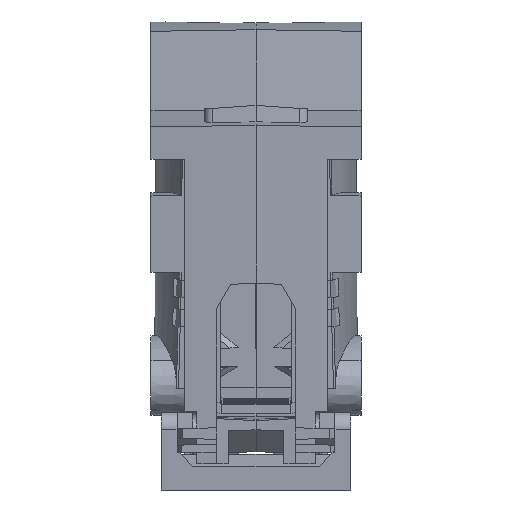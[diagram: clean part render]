
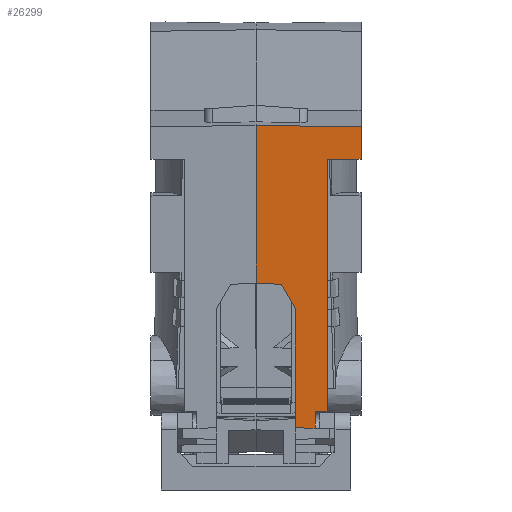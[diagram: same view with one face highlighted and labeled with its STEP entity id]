
A CAD part, front view. The second image highlights one B-rep face of the part: STEP entity #26299.
In plain terms, the highlighted face is planar.
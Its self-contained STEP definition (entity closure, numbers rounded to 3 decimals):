
#14882=DIRECTION('',(-0.087,-0.996,0.));
#14883=VECTOR('',#14882,20.046);
#14884=CARTESIAN_POINT('',(34.,41.472,0.));
#14885=LINE('',#14884,#14883);
#15544=DIRECTION('',(0.022,0.051,0.998));
#15545=VECTOR('',#15544,3.219);
#15546=CARTESIAN_POINT('',(32.182,21.339,
-3.214));
#15547=LINE('',#15546,#15545);
#15548=DIRECTION('',(0.016,-0.019,1.));
#15549=VECTOR('',#15548,4.301);
#15550=CARTESIAN_POINT('',(33.391,37.17,-13.3));
#15551=LINE('',#15550,#15549);
#15552=DIRECTION('',(0.016,-0.017,1.));
#15553=VECTOR('',#15552,1.5);
#15554=CARTESIAN_POINT('',(30.678,5.3,-9.));
#15555=LINE('',#15554,#15553);
#15556=DIRECTION('',(0.019,0.017,1.));
#15557=VECTOR('',#15556,2.501);
#15558=CARTESIAN_POINT('',(30.514,3.126,-7.5));
#15559=LINE('',#15558,#15557);
#15560=DIRECTION('',(0.087,0.996,0.));
#15561=VECTOR('',#15560,1.172);
#15562=CARTESIAN_POINT('',(30.561,3.17,-5.));
#15563=LINE('',#15562,#15561);
#15568=DIRECTION('',(-0.087,-0.996,
0.));
#15569=VECTOR('',#15568,13.976);
#15570=CARTESIAN_POINT('',(31.882,18.26,
-5.));
#15571=LINE('',#15570,#15569);
#15630=DIRECTION('',(-0.084,-0.862,-0.5));
#15631=VECTOR('',#15630,3.572);
#15632=CARTESIAN_POINT('',(32.182,21.339,
-3.214));
#15633=LINE('',#15632,#15631);
#17789=DIRECTION('',(0.087,0.996,0.));
#17790=VECTOR('',#17789,31.911);
#17791=CARTESIAN_POINT('',(30.678,5.3,-9.));
#17792=LINE('',#17791,#17790);
#18225=DIRECTION('',(0.087,0.996,0.));
#18226=VECTOR('',#18225,4.126);
#18227=CARTESIAN_POINT('',(33.391,37.17,-13.3));
#18228=LINE('',#18227,#18226);
#18697=DIRECTION('',(0.019,0.014,1.));
#18698=VECTOR('',#18697,13.304);
#18699=CARTESIAN_POINT('',(33.75,41.281,-13.3));
#18700=LINE('',#18699,#18698);
#20755=DIRECTION('',(0.087,0.996,0.));
#20756=VECTOR('',#20755,2.156);
#20757=CARTESIAN_POINT('',(30.514,3.126,-7.5));
#20758=LINE('',#20757,#20756);
#22796=CARTESIAN_POINT('',(34.,41.472,0.));
#22797=VERTEX_POINT('',#22796);
#22798=CARTESIAN_POINT('',(32.253,21.502,
0.));
#22799=VERTEX_POINT('',#22798);
#23004=CARTESIAN_POINT('',(30.678,5.3,-9.));
#23005=VERTEX_POINT('',#23004);
#23006=CARTESIAN_POINT('',(33.459,37.089,-9.));
#23007=VERTEX_POINT('',#23006);
#23186=CARTESIAN_POINT('',(33.391,37.17,-13.3));
#23187=VERTEX_POINT('',#23186);
#23197=CARTESIAN_POINT('',(31.882,18.26,
-5.));
#23198=CARTESIAN_POINT('',(30.664,4.337,-5.));
#23199=VERTEX_POINT('',#23197);
#23200=VERTEX_POINT('',#23198);
#23201=CARTESIAN_POINT('',(32.182,21.339,
-3.214));
#23202=VERTEX_POINT('',#23201);
#23203=CARTESIAN_POINT('',(33.75,41.281,-13.3));
#23204=VERTEX_POINT('',#23203);
#23205=CARTESIAN_POINT('',(30.702,5.274,-7.5));
#23206=VERTEX_POINT('',#23205);
#23207=CARTESIAN_POINT('',(30.514,3.126,-7.5));
#23208=VERTEX_POINT('',#23207);
#23209=CARTESIAN_POINT('',(30.561,3.17,-5.));
#23210=VERTEX_POINT('',#23209);
#26271=CARTESIAN_POINT('',(30.145,-2.595,0.));
#26272=DIRECTION('',(0.996,-0.087,-0.017));
#26273=DIRECTION('',(0.087,0.996,0.));
#26274=AXIS2_PLACEMENT_3D('',#26271,#26272,#26273);
#26275=PLANE('',#26274);
#26277=ORIENTED_EDGE('',*,*,#26276,.F.);
#26279=ORIENTED_EDGE('',*,*,#26278,.F.);
#26281=ORIENTED_EDGE('',*,*,#26280,.T.);
#26282=ORIENTED_EDGE('',*,*,#25204,.F.);
#26284=ORIENTED_EDGE('',*,*,#26283,.F.);
#26286=ORIENTED_EDGE('',*,*,#26285,.F.);
#26288=ORIENTED_EDGE('',*,*,#26287,.T.);
#26290=ORIENTED_EDGE('',*,*,#26289,.F.);
#26292=ORIENTED_EDGE('',*,*,#26291,.T.);
#26294=ORIENTED_EDGE('',*,*,#26293,.F.);
#26295=ORIENTED_EDGE('',*,*,#26238,.T.);
#26296=ORIENTED_EDGE('',*,*,#26008,.T.);
#26297=EDGE_LOOP('',(#26277,#26279,#26281,#26282,#26284,#26286,#26288,#26290,
#26292,#26294,#26295,#26296));
#26298=FACE_OUTER_BOUND('',#26297,.F.);
#25204=EDGE_CURVE('',#22797,#22799,#14885,.T.);
#26008=EDGE_CURVE('',#23210,#23200,#15563,.T.);
#26238=EDGE_CURVE('',#23208,#23210,#15559,.T.);
#26276=EDGE_CURVE('',#23199,#23200,#15571,.T.);
#26278=EDGE_CURVE('',#23202,#23199,#15633,.T.);
#26280=EDGE_CURVE('',#23202,#22799,#15547,.T.);
#26283=EDGE_CURVE('',#23204,#22797,#18700,.T.);
#26285=EDGE_CURVE('',#23187,#23204,#18228,.T.);
#26287=EDGE_CURVE('',#23187,#23007,#15551,.T.);
#26289=EDGE_CURVE('',#23005,#23007,#17792,.T.);
#26291=EDGE_CURVE('',#23005,#23206,#15555,.T.);
#26293=EDGE_CURVE('',#23208,#23206,#20758,.T.);
#26299=ADVANCED_FACE('',(#26298),#26275,.T.);
